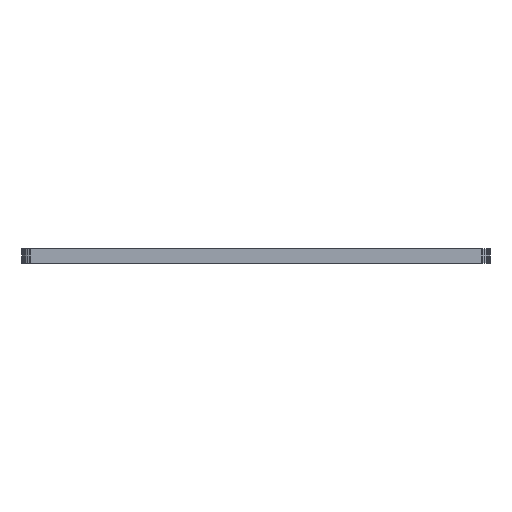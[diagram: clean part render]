
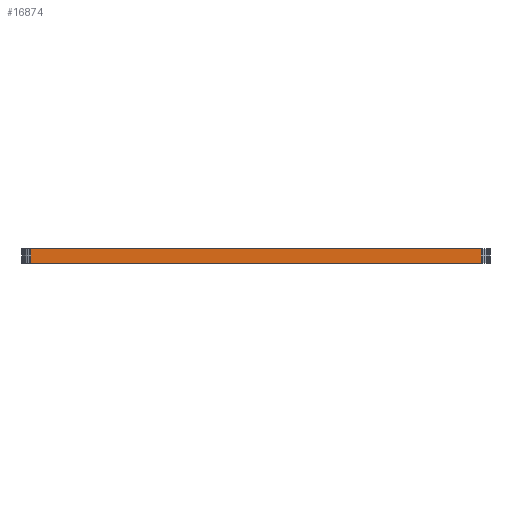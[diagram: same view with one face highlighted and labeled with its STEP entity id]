
A CAD part, left-side view. The second image highlights one B-rep face of the part: STEP entity #16874.
In plain terms, the highlighted planar face has unit normal (-1, 0, 0).
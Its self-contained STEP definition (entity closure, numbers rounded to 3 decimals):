
#303=FACE_OUTER_BOUND('',#1285,.T.);
#1285=EDGE_LOOP('',(#12820,#12821,#12822,#12823));
#2124=LINE('',#22904,#4540);
#2903=LINE('',#24536,#5319);
#3700=LINE('',#26203,#6116);
#3702=LINE('',#26207,#6118);
#4540=VECTOR('',#18647,1.);
#5319=VECTOR('',#19502,1.);
#6116=VECTOR('',#20407,1.);
#6118=VECTOR('',#20413,1.);
#6953=VERTEX_POINT('',#22901);
#6954=VERTEX_POINT('',#22903);
#7768=VERTEX_POINT('',#24533);
#7769=VERTEX_POINT('',#24535);
#8616=EDGE_CURVE('',#6953,#6954,#2124,.T.);
#9432=EDGE_CURVE('',#7769,#7768,#2903,.T.);
#10266=EDGE_CURVE('',#6954,#7768,#3700,.T.);
#10268=EDGE_CURVE('',#6953,#7769,#3702,.T.);
#12820=ORIENTED_EDGE('',*,*,#10268,.T.);
#12821=ORIENTED_EDGE('',*,*,#9432,.T.);
#12822=ORIENTED_EDGE('',*,*,#10266,.F.);
#12823=ORIENTED_EDGE('',*,*,#8616,.F.);
#16079=PLANE('',#17795);
#16874=ADVANCED_FACE('',(#303),#16079,.T.);
#17795=AXIS2_PLACEMENT_3D('',#26206,#20411,#20412);
#18647=DIRECTION('',(0.,1.,0.));
#19502=DIRECTION('',(0.,1.,0.));
#20407=DIRECTION('',(0.,0.,1.));
#20411=DIRECTION('center_axis',(-1.,0.,0.));
#20412=DIRECTION('ref_axis',(0.,1.,0.));
#20413=DIRECTION('',(0.,0.,1.));
#22901=CARTESIAN_POINT('',(109.767,-122.168,0.));
#22903=CARTESIAN_POINT('',(109.767,-70.828,0.));
#22904=CARTESIAN_POINT('',(109.767,-122.168,0.));
#24533=CARTESIAN_POINT('',(109.767,-70.828,1.6));
#24535=CARTESIAN_POINT('',(109.767,-122.168,1.6));
#24536=CARTESIAN_POINT('',(109.767,-122.168,1.6));
#26203=CARTESIAN_POINT('',(109.767,-70.828,0.));
#26206=CARTESIAN_POINT('Origin',(109.767,-122.168,0.));
#26207=CARTESIAN_POINT('',(109.767,-122.168,0.));
